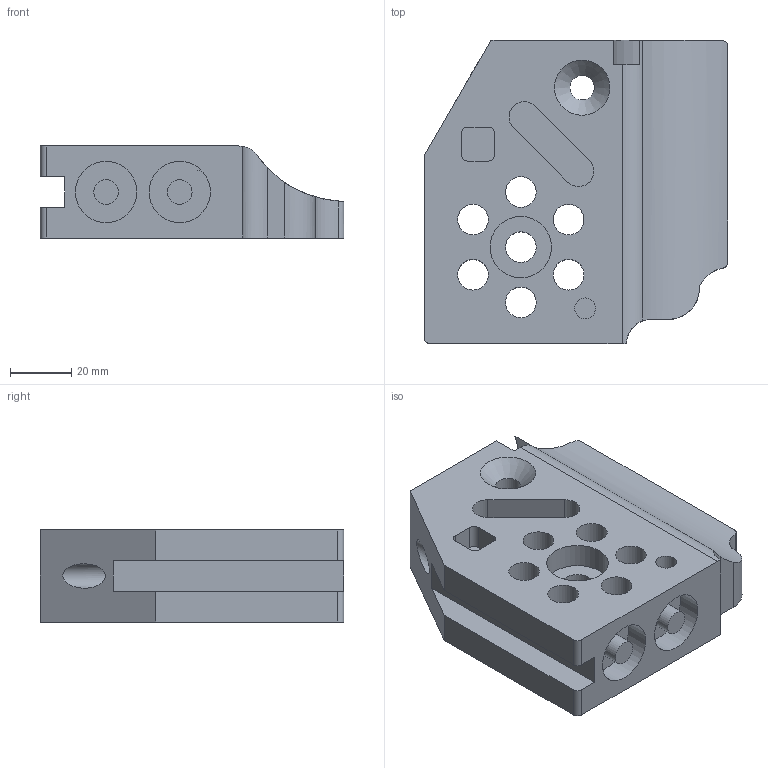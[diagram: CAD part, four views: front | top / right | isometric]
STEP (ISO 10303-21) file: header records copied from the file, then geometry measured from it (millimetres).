
FILE_DESCRIPTION((' '),'2;1');
FILE_NAME( 'IncaPart.stp', '2014-02-24T17:21:59', (' '), ('--- Datakit www.datakit.com---'), ' Datakit CrossCadWare V2014.1 Feb 3 2014', 'DATAKIT 2014 (c)', ' ');
FILE_SCHEMA(('AP203_CONFIGURATION_CONTROLLED_3D_DESIGN_OF_MECHANICAL_PARTS_AND_ASSEMBLIES_MIM_LF { 1 0 10303 403 2 1 2}'));
Length unit declared in the file: millimetre
Products named in the file (2): IncaPart--1; IncaPart
Assembly tree (1 placements, depth 2):
  IncaPart
    IncaPart--1
Bounding box: 99 x 99 x 30 mm (x, y, z)
Volume: 198330.8 mm3; surface area: 38788.4 mm2
Topology: 1 solids, 1 shells, 73 faces, 171 edges, 114 vertices
Faces by surface type: cylinder 37, plane 34, cone 1, extrusion 1
Full cylindrical faces by diameter (mm): 6.796 x5, 8 x4, 10 x7, 20 x3
Entity records: 2241 total; most frequent: CARTESIAN_POINT 522, DIRECTION 365, ORIENTED_EDGE 298, EDGE_CURVE 149, AXIS2_PLACEMENT_3D 147, EDGE_LOOP 124, VERTEX_POINT 113, FACE_OUTER_BOUND 94
